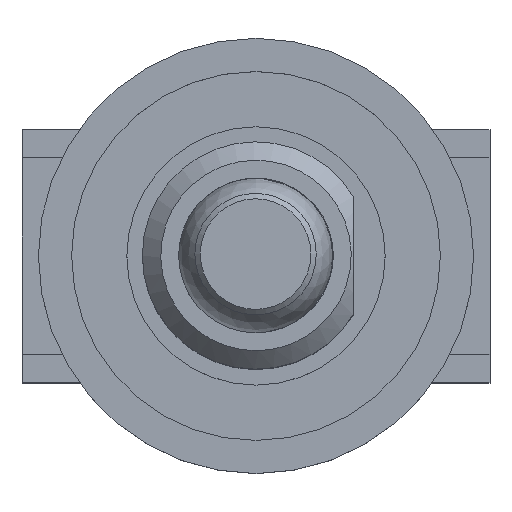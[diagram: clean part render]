
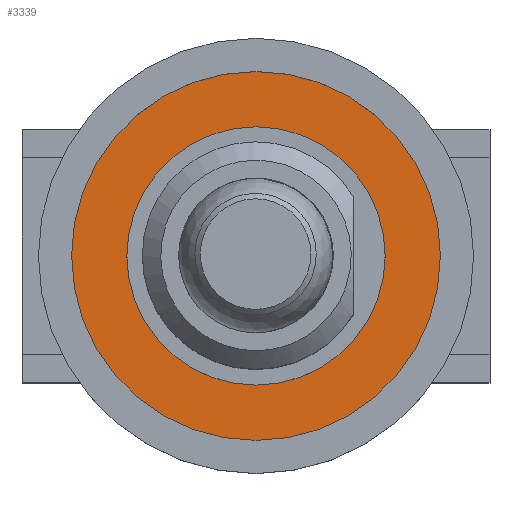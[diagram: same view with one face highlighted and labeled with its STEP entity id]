
A CAD part, top view. The second image highlights one B-rep face of the part: STEP entity #3339.
In plain terms, the highlighted planar face has unit normal (0, 0, 1).
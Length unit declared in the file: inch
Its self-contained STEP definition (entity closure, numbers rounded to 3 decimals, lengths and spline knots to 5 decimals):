
#23=FACE_BOUND('',#1280,.T.);
#137=PLANE('',#3630);
#1074=FACE_OUTER_BOUND('',#1279,.T.);
#1279=EDGE_LOOP('',(#2651));
#1280=EDGE_LOOP('',(#2652));
#1463=CIRCLE('',#3625,0.13799);
#1466=CIRCLE('',#3629,0.19705);
#1616=VERTEX_POINT('',#5283);
#1619=VERTEX_POINT('',#5291);
#1992=EDGE_CURVE('',#1616,#1616,#1463,.T.);
#1997=EDGE_CURVE('',#1619,#1619,#1466,.T.);
#2651=ORIENTED_EDGE('',*,*,#1997,.T.);
#2652=ORIENTED_EDGE('',*,*,#1992,.F.);
#3339=ADVANCED_FACE('',(#1074,#23),#137,.F.);
#3625=AXIS2_PLACEMENT_3D('',#5284,#4213,#4214);
#3629=AXIS2_PLACEMENT_3D('',#5293,#4223,#4224);
#3630=AXIS2_PLACEMENT_3D('',#5294,#4225,#4226);
#4213=DIRECTION('center_axis',(0.,0.,
1.));
#4214=DIRECTION('ref_axis',(1.,0.,0.));
#4223=DIRECTION('center_axis',(0.,0.,
1.));
#4224=DIRECTION('ref_axis',(1.,0.,0.));
#4225=DIRECTION('center_axis',(0.,0.,
-1.));
#4226=DIRECTION('ref_axis',(1.,0.,0.));
#5283=CARTESIAN_POINT('',(-0.13799,0.,0.39921));
#5284=CARTESIAN_POINT('Origin',(0.,0.,
0.39921));
#5291=CARTESIAN_POINT('',(-0.19705,0.,0.39921));
#5293=CARTESIAN_POINT('Origin',(0.,0.,
0.39921));
#5294=CARTESIAN_POINT('Origin',(0.,0.,
0.39921));
